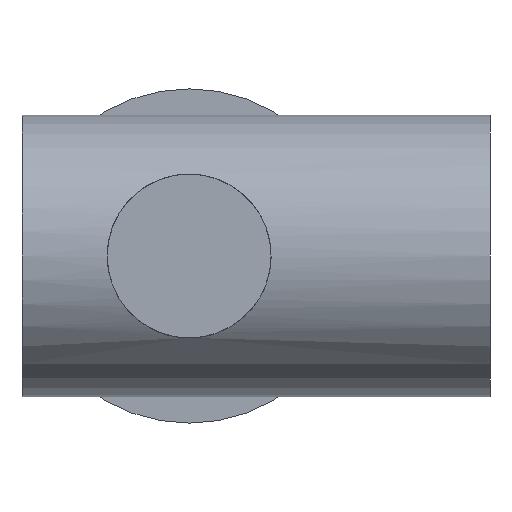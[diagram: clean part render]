
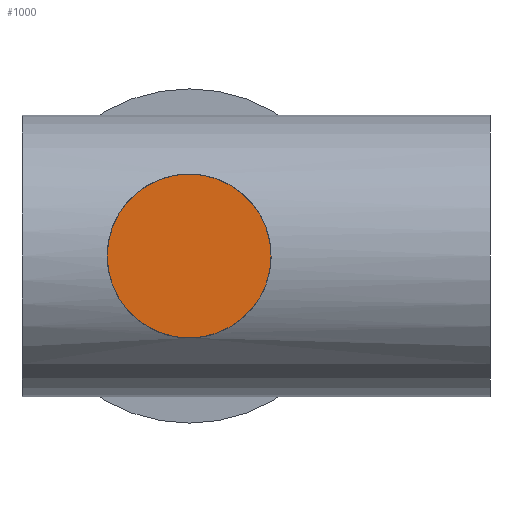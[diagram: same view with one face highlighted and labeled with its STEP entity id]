
A CAD part, left-side view. The second image highlights one B-rep face of the part: STEP entity #1000.
In plain terms, the highlighted planar face has unit normal (-1, 0, 0).
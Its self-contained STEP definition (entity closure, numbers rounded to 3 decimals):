
#161 = AXIS2_PLACEMENT_3D ( 'NONE', #449, #592, #438 ) ;
#209 = CIRCLE ( 'NONE', #1170, 4.9 ) ;
#370 = DIRECTION ( 'NONE',  ( 1., 0., 0. ) ) ;
#438 = DIRECTION ( 'NONE',  ( 0., 0., -1. ) ) ;
#449 = CARTESIAN_POINT ( 'NONE',  ( -41.6, 0., 0. ) ) ;
#526 = CARTESIAN_POINT ( 'NONE',  ( -41.6, 0., -4.9 ) ) ;
#539 = CARTESIAN_POINT ( 'NONE',  ( -41.6, 0., 0. ) ) ;
#592 = DIRECTION ( 'NONE',  ( 1., 0., 0. ) ) ;
#744 = VERTEX_POINT ( 'NONE', #889 ) ;
#766 = EDGE_CURVE ( 'NONE', #744, #1228, #888, .T. ) ;
#778 = FACE_OUTER_BOUND ( 'NONE', #1389, .T. ) ;
#888 = CIRCLE ( 'NONE', #161, 4.9 ) ;
#889 = CARTESIAN_POINT ( 'NONE',  ( -41.6, 0., 4.9 ) ) ;
#924 = DIRECTION ( 'NONE',  ( 0., 0., -1. ) ) ;
#1000 = ADVANCED_FACE ( 'NONE', ( #778 ), #1825, .F. ) ;
#1170 = AXIS2_PLACEMENT_3D ( 'NONE', #539, #1717, #1268 ) ;
#1228 = VERTEX_POINT ( 'NONE', #526 ) ;
#1268 = DIRECTION ( 'NONE',  ( 0., 0., -1. ) ) ;
#1389 = EDGE_LOOP ( 'NONE', ( #1617, #1867 ) ) ;
#1617 = ORIENTED_EDGE ( 'NONE', *, *, #1721, .F. ) ;
#1692 = CARTESIAN_POINT ( 'NONE',  ( -41.6, -1.95, 0. ) ) ;
#1717 = DIRECTION ( 'NONE',  ( 1., 0., 0. ) ) ;
#1721 = EDGE_CURVE ( 'NONE', #1228, #744, #209, .T. ) ;
#1727 = AXIS2_PLACEMENT_3D ( 'NONE', #1692, #370, #924 ) ;
#1825 = PLANE ( 'NONE',  #1727 ) ;
#1867 = ORIENTED_EDGE ( 'NONE', *, *, #766, .F. ) ;
